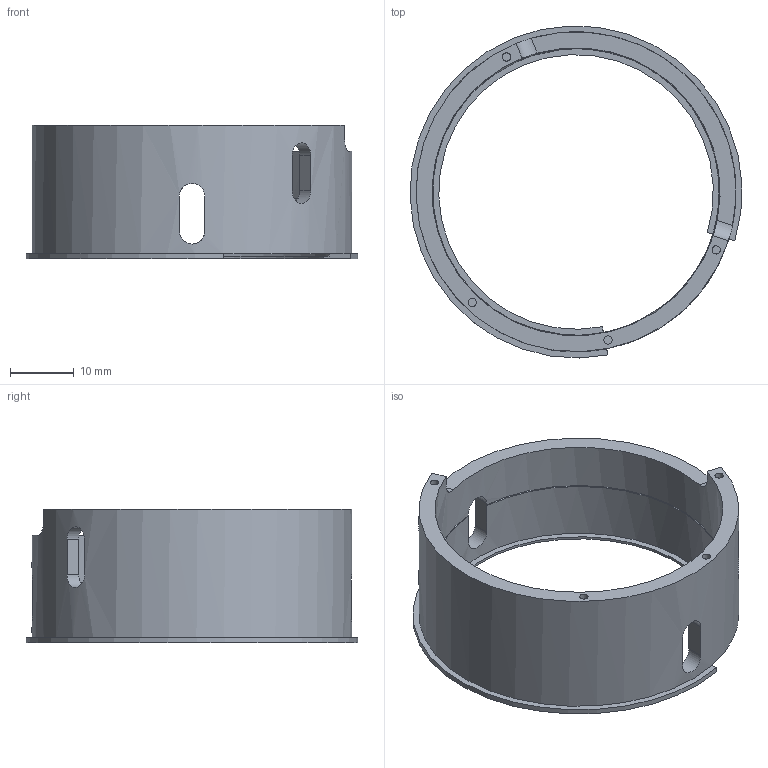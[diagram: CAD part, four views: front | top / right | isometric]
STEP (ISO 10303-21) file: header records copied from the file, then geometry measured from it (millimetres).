
FILE_DESCRIPTION(/* description */ (''),/* implementation_level */ '2;1');
FILE_NAME(/* name */ 'sam7_5_MFT-LM_focusTrack_LM_forCNC',/* time_stamp */ '2023-12-07T13:03:32-05:00',/* author */ ('George Moua'),/* organization */ ('Archive 663'),/* preprocessor_version */ 'ST-DEVELOPER v16.7',/* originating_system */ 'Solid Edge',/* authorisation */ 'Unknown');
FILE_SCHEMA (('AUTOMOTIVE_DESIGN {1 0 10303 214 3 1 1}'));
Length unit declared in the file: millimetre
Products named in the file (2): sam7_5_MFT-LM; sam7_5_MFT-LM_focusTrack_LM_forCNC
Assembly tree (1 placements, depth 2):
  sam7_5_MFT-LM
    sam7_5_MFT-LM_focusTrack_LM_forCNC
Bounding box: 51.96 x 51.98 x 20.9 mm (x, y, z)
Volume: 7084.4 mm3; surface area: 7159.7 mm2
Topology: 1 solids, 1 shells, 58 faces, 157 edges, 104 vertices
Faces by surface type: plane 30, cylinder 24, cone 4
Full cylindrical faces by diameter (mm): 1.3 x7, 1.5 x1, 44.9 x1, 45.1 x1, 50.1 x1
Entity records: 1835 total; most frequent: CARTESIAN_POINT 446, ORIENTED_EDGE 274, DIRECTION 257, EDGE_CURVE 137, VERTEX_POINT 96, AXIS2_PLACEMENT_3D 94, EDGE_LOOP 81, FACE_BOUND 81
